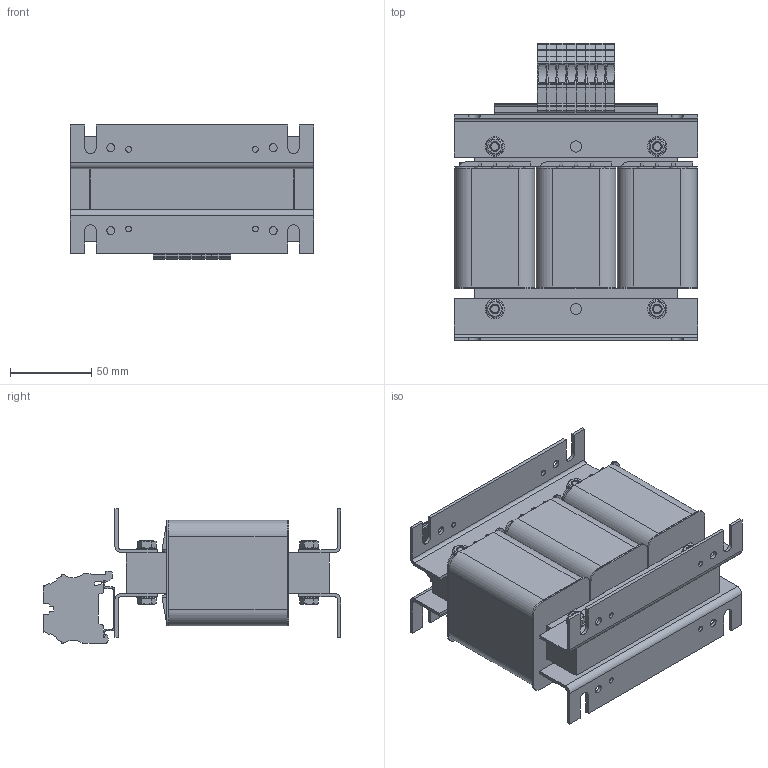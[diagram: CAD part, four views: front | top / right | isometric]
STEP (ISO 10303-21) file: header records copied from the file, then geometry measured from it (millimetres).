
FILE_DESCRIPTION(/* description */ (''),/* implementation_level */ '2;1');
FILE_NAME(/* name */ 'AUTX1.stp',/* time_stamp */ '2023-07-10T07:31:24+02:00',/* author */ ('sb'),/* organization */ (''),/* preprocessor_version */ 'ST-DEVELOPER v16.13',/* originating_system */ 'Autodesk Inventor 2018',/* authorisation */ '');
FILE_SCHEMA (('AUTOMOTIVE_DESIGN { 1 0 10303 214 3 1 1 }'));
Length unit declared in the file: millimetre
Products named in the file (14): TTX 25x25; Núcleo TTX1; Subensamble carrete y bobina 25x25; Carrete 40x75; bobina 25x25; Brida RC25 EI III IP00; Tornillería cierre nuclei 25x25 EIT; DIN 934 - M6; DIN 125 - A 6,4; DIN 931-1 - M6 x 35; 7xBOR0004+1xBOR0004T; AVK 4RD_tierra; AVK 4RD; Guía DIN 120
Assembly tree (28 placements, depth 3):
  TTX 25x25
    Núcleo TTX1
    Subensamble carrete y bobina 25x25  x3
      Carrete 40x75
      bobina 25x25
    Brida RC25 EI III IP00  x4
    Tornillería cierre nuclei 25x25 EIT  x4
      DIN 934 - M6
      DIN 125 - A 6,4
      DIN 931-1 - M6 x 35
    7xBOR0004+1xBOR0004T
      AVK 4RD_tierra
      AVK 4RD  x7
      Guía DIN 120
Bounding box: 150 x 183.15 x 82.5 mm (x, y, z)
Volume: 968516 mm3; surface area: 325422.7 mm2
Topology: 36 solids, 36 shells, 1819 faces, 5071 edges, 3348 vertices
Faces by surface type: plane 1154, cylinder 621, cone 44
Full cylindrical faces by diameter (mm): 3.5 x10, 4.3 x16, 4.917 x12, 6 x8, 6.4 x8, 7 x12, 8.9 x4, 12 x8
Entity records: 17177 total; most frequent: CARTESIAN_POINT 3207, DIRECTION 2807, ORIENTED_EDGE 2804, EDGE_CURVE 1402, LINE 1001, VECTOR 1001, VERTEX_POINT 939, AXIS2_PLACEMENT_3D 903
